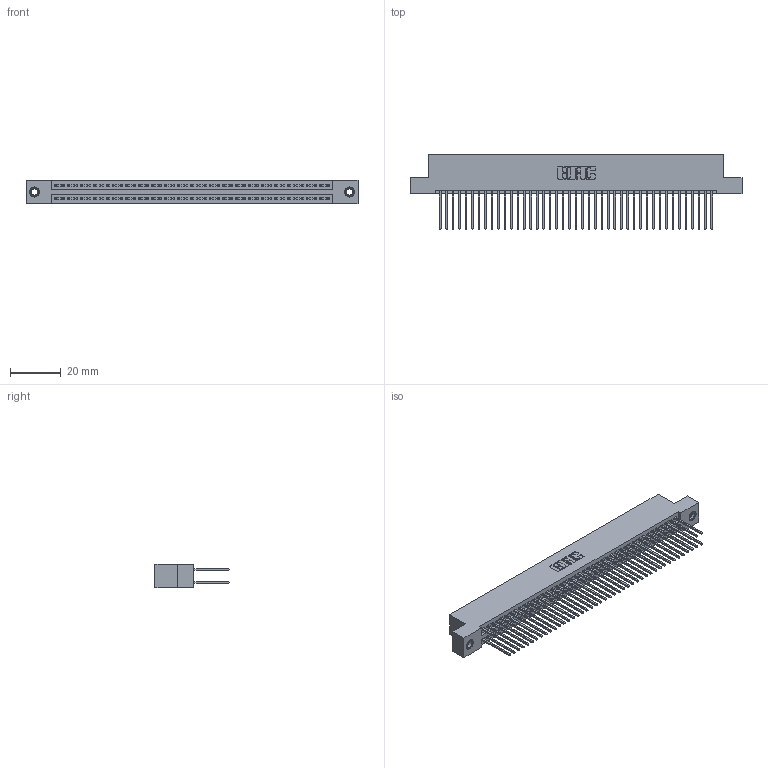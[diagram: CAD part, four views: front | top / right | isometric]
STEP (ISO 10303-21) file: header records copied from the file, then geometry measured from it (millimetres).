
FILE_DESCRIPTION (( 'STEP AP203' ), '1' );
FILE_NAME ('345-086-540-207.STEP', '2019-11-01T07:29:52', ( '' ), ( '' ), 'SwSTEP 2.0', 'SolidWorks 2016', '' );
FILE_SCHEMA (( 'CONFIG_CONTROL_DESIGN' ));
Length unit declared in the file: inch
Products named in the file (4): 345 Part_Flush Mounting Lugs - 0.156 Dia-TI; 345-292-001_345-293-140; 345-086-540-207; 345-250-001_345-250-005-103
Assembly tree (89 placements, depth 2):
  345-086-540-207
    345 Part_Flush Mounting Lugs - 0.156 Dia-TI
    345-292-001_345-293-140  x86
    345-250-001_345-250-005-103  x2
Bounding box: 130.43 x 29.13 x 9.4 mm (x, y, z)
Volume: 12991.8 mm3; surface area: 20763.9 mm2
Topology: 89 solids, 89 shells, 4486 faces, 13291 edges, 8738 vertices
Faces by surface type: plane 2950, cylinder 1520, cone 12, torus 4
Entity records: 34808 total; most frequent: CARTESIAN_POINT 5815, ORIENTED_EDGE 5742, DIRECTION 5153, EDGE_CURVE 2871, VECTOR 2547, LINE 2547, VERTEX_POINT 1908, AXIS2_PLACEMENT_3D 1303
